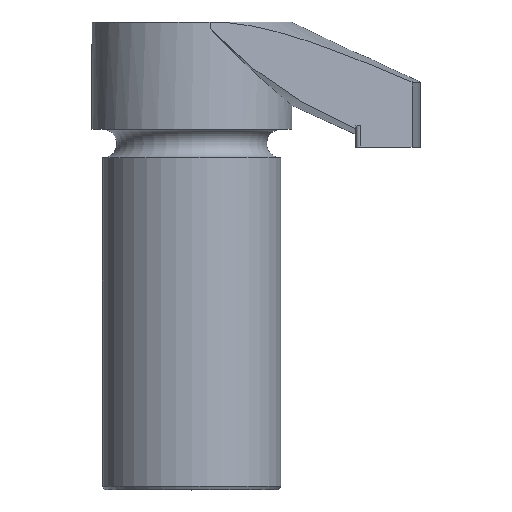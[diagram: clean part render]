
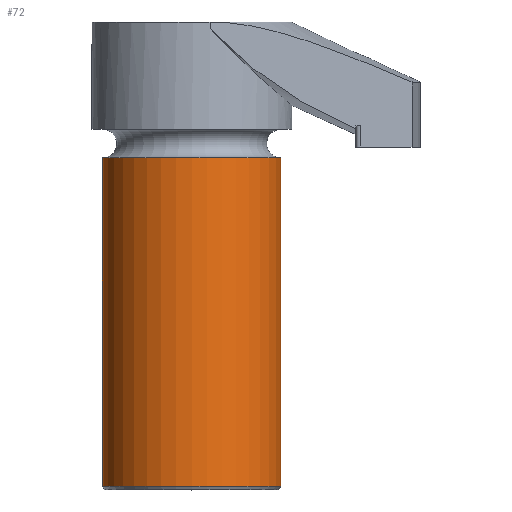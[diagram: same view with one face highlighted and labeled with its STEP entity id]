
A CAD part, top view. The second image highlights one B-rep face of the part: STEP entity #72.
In plain terms, the highlighted cylindrical face has radius 12.5 mm (diameter 25 mm), a full revolution.
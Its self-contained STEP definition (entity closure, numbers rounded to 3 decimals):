
#72 = ADVANCED_FACE( '', ( #158, #159 ), #160, .T. );
#158 = FACE_OUTER_BOUND( '', #256, .T. );
#159 = FACE_OUTER_BOUND( '', #257, .T. );
#160 = CYLINDRICAL_SURFACE( '', #258, 12.5 );
#256 = EDGE_LOOP( '', ( #388 ) );
#257 = EDGE_LOOP( '', ( #389 ) );
#258 = AXIS2_PLACEMENT_3D( '', #390, #391, #392 );
#388 = ORIENTED_EDGE( '', *, *, #549, .F. );
#389 = ORIENTED_EDGE( '', *, *, #529, .T. );
#390 = CARTESIAN_POINT( '', ( 0., 0., 0. ) );
#391 = DIRECTION( '', ( 0., 1., 0. ) );
#392 = DIRECTION( '', ( 0., 0., -1. ) );
#529 = EDGE_CURVE( '', #618, #618, #619, .T. );
#549 = EDGE_CURVE( '', #649, #649, #650, .T. );
#618 = VERTEX_POINT( '', #775 );
#619 = CIRCLE( '', #776, 12.5 );
#649 = VERTEX_POINT( '', #895 );
#650 = CIRCLE( '', #896, 12.5 );
#775 = CARTESIAN_POINT( '', ( 0., 46.5, -12.5 ) );
#776 = AXIS2_PLACEMENT_3D( '', #971, #972, #973 );
#895 = CARTESIAN_POINT( '', ( 0., 0.5, -12.5 ) );
#896 = AXIS2_PLACEMENT_3D( '', #999, #1000, #1001 );
#971 = CARTESIAN_POINT( '', ( 0., 46.5, 0. ) );
#972 = DIRECTION( '', ( 0., -1., 0. ) );
#973 = DIRECTION( '', ( 0., 0., -1. ) );
#999 = CARTESIAN_POINT( '', ( 0., 0.5, 0. ) );
#1000 = DIRECTION( '', ( 0., -1., 0. ) );
#1001 = DIRECTION( '', ( 0., 0., -1. ) );
